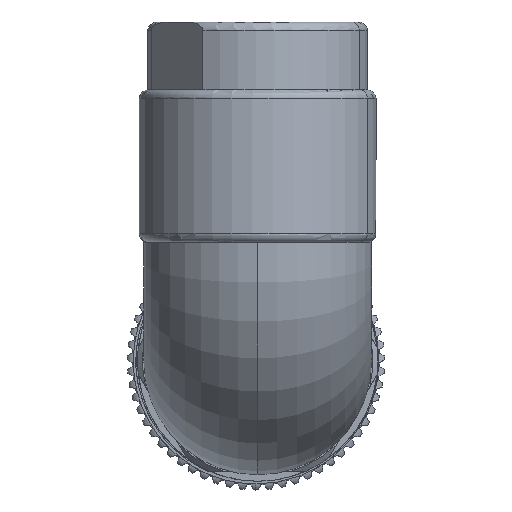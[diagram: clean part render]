
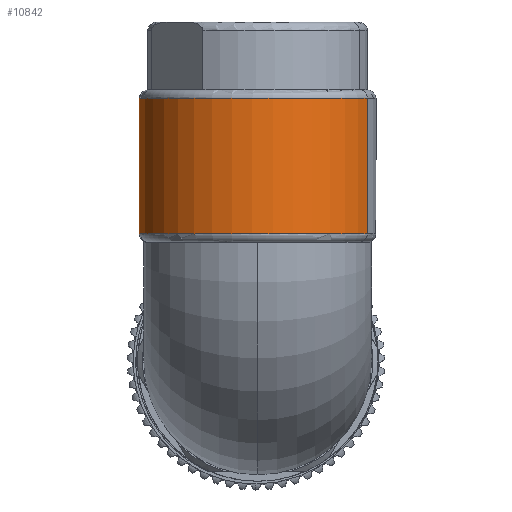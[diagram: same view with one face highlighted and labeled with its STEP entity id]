
A CAD part, top view. The second image highlights one B-rep face of the part: STEP entity #10842.
In plain terms, the highlighted cylindrical face has radius 7 mm (diameter 14 mm), a partial arc.
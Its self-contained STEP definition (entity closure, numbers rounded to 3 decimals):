
#10766=AXIS2_PLACEMENT_3D('Circle Axis2P3D',#10764,#10765,$) ;
#10815=AXIS2_PLACEMENT_3D('Cylinder Axis2P3D',#10812,#10813,#10814) ;
#10833=AXIS2_PLACEMENT_3D('Circle Axis2P3D',#10831,#10832,$) ;
#10754=CARTESIAN_POINT('Vertex',(14.167,23.094,38.366)) ;
#10761=CARTESIAN_POINT('Vertex',(1.234,23.094,33.004)) ;
#10764=CARTESIAN_POINT('Axis2P3D Location',(7.7,23.094,35.685)) ;
#10812=CARTESIAN_POINT('Axis2P3D Location',(7.7,26.294,35.685)) ;
#10817=CARTESIAN_POINT('Line Origine',(14.167,26.294,38.366)) ;
#10821=CARTESIAN_POINT('Vertex',(14.167,15.088,38.366)) ;
#10824=CARTESIAN_POINT('Line Origine',(1.234,26.294,33.004)) ;
#10828=CARTESIAN_POINT('Vertex',(1.234,15.088,33.004)) ;
#10831=CARTESIAN_POINT('Axis2P3D Location',(7.7,15.088,35.685)) ;
#10765=DIRECTION('Axis2P3D Direction',(0.,1.,0.)) ;
#10813=DIRECTION('Axis2P3D Direction',(0.,-1.,0.)) ;
#10814=DIRECTION('Axis2P3D XDirection',(0.924,0.,0.383)) ;
#10818=DIRECTION('Vector Direction',(0.,-1.,0.)) ;
#10825=DIRECTION('Vector Direction',(0.,-1.,0.)) ;
#10832=DIRECTION('Axis2P3D Direction',(0.,-1.,0.)) ;
#10819=VECTOR('Line Direction',#10818,1.) ;
#10826=VECTOR('Line Direction',#10825,1.) ;
#10837=ORIENTED_EDGE('',*,*,#10823,.F.) ;
#10838=ORIENTED_EDGE('',*,*,#10768,.T.) ;
#10839=ORIENTED_EDGE('',*,*,#10830,.F.) ;
#10840=ORIENTED_EDGE('',*,*,#10835,.T.) ;
#10842=ADVANCED_FACE('Hauptk\X2\00F6\X0\rper',(#10841),#10816,.T.) ;
#10767=CIRCLE('generated circle',#10766,7.) ;
#10834=CIRCLE('generated circle',#10833,7.) ;
#10816=CYLINDRICAL_SURFACE('generated cylinder',#10815,7.) ;
#10768=EDGE_CURVE('',#10755,#10762,#10767,.F.) ;
#10823=EDGE_CURVE('',#10755,#10822,#10820,.T.) ;
#10830=EDGE_CURVE('',#10829,#10762,#10827,.F.) ;
#10835=EDGE_CURVE('',#10829,#10822,#10834,.F.) ;
#10836=EDGE_LOOP('',(#10837,#10838,#10839,#10840)) ;
#10841=FACE_OUTER_BOUND('',#10836,.T.) ;
#10820=LINE('Line',#10817,#10819) ;
#10827=LINE('Line',#10824,#10826) ;
#10755=VERTEX_POINT('',#10754) ;
#10762=VERTEX_POINT('',#10761) ;
#10822=VERTEX_POINT('',#10821) ;
#10829=VERTEX_POINT('',#10828) ;
